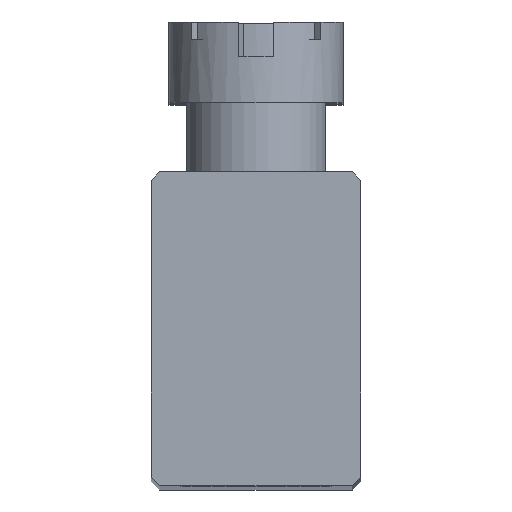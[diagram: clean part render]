
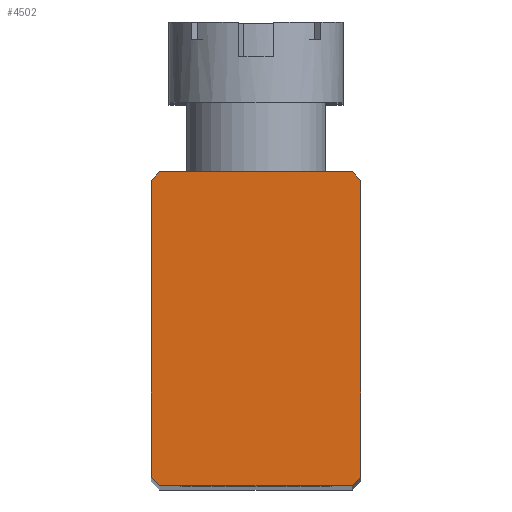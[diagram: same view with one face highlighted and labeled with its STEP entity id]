
A CAD part, top view. The second image highlights one B-rep face of the part: STEP entity #4502.
In plain terms, the highlighted planar face has unit normal (0, 0, 1).
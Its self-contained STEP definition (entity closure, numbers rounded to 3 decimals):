
#162 = VERTEX_POINT ( 'NONE', #4368 ) ;
#398 = CARTESIAN_POINT ( 'NONE',  ( -3., 4.25, 33. ) ) ;
#571 = CARTESIAN_POINT ( 'NONE',  ( -2.875, -4.375, 33. ) ) ;
#574 = VECTOR ( 'NONE', #4497, 1000. ) ;
#754 = CARTESIAN_POINT ( 'NONE',  ( -2.75, 4.5, 33. ) ) ;
#765 = VECTOR ( 'NONE', #999, 1000. ) ;
#802 = VERTEX_POINT ( 'NONE', #3536 ) ;
#999 = DIRECTION ( 'NONE',  ( -0.707, 0.707, 0. ) ) ;
#1035 = VERTEX_POINT ( 'NONE', #2132 ) ;
#1060 = CARTESIAN_POINT ( 'NONE',  ( -2.75, -4.5, 33. ) ) ;
#1076 = CARTESIAN_POINT ( 'NONE',  ( -3., -4.5, 33. ) ) ;
#1150 = EDGE_CURVE ( 'NONE', #162, #5027, #2964, .T. ) ;
#1365 = ORIENTED_EDGE ( 'NONE', *, *, #1992, .T. ) ;
#1392 = ORIENTED_EDGE ( 'NONE', *, *, #2089, .T. ) ;
#1410 = ORIENTED_EDGE ( 'NONE', *, *, #2124, .T. ) ;
#1490 = CARTESIAN_POINT ( 'NONE',  ( -3., -4.25, 33. ) ) ;
#1583 = VECTOR ( 'NONE', #3997, 1000. ) ;
#1636 = DIRECTION ( 'NONE',  ( -1., 0., 0. ) ) ;
#1664 = VECTOR ( 'NONE', #1636, 1000. ) ;
#1690 = ORIENTED_EDGE ( 'NONE', *, *, #1150, .T. ) ;
#1693 = FACE_OUTER_BOUND ( 'NONE', #4992, .T. ) ;
#1705 = ORIENTED_EDGE ( 'NONE', *, *, #2126, .T. ) ;
#1718 = VECTOR ( 'NONE', #4219, 1000. ) ;
#1723 = LINE ( 'NONE', #5020, #1583 ) ;
#1902 = PLANE ( 'NONE',  #3241 ) ;
#1920 = EDGE_CURVE ( 'NONE', #2627, #4499, #1723, .T. ) ;
#1963 = VECTOR ( 'NONE', #2667, 1000. ) ;
#1992 = EDGE_CURVE ( 'NONE', #4379, #1035, #3590, .T. ) ;
#2059 = CARTESIAN_POINT ( 'NONE',  ( -3., 4.5, 33. ) ) ;
#2089 = EDGE_CURVE ( 'NONE', #2985, #802, #2811, .T. ) ;
#2117 = LINE ( 'NONE', #4202, #4918 ) ;
#2124 = EDGE_CURVE ( 'NONE', #4499, #2985, #5010, .T. ) ;
#2126 = EDGE_CURVE ( 'NONE', #802, #4379, #2117, .T. ) ;
#2132 = CARTESIAN_POINT ( 'NONE',  ( 3., 4.25, 33. ) ) ;
#2133 = EDGE_CURVE ( 'NONE', #1035, #162, #3991, .T. ) ;
#2144 = EDGE_CURVE ( 'NONE', #5027, #2627, #3020, .T. ) ;
#2159 = ORIENTED_EDGE ( 'NONE', *, *, #2144, .T. ) ;
#2195 = VECTOR ( 'NONE', #2963, 1000. ) ;
#2340 = DIRECTION ( 'NONE',  ( 1., 0., 0. ) ) ;
#2627 = VERTEX_POINT ( 'NONE', #398 ) ;
#2667 = DIRECTION ( 'NONE',  ( 0.707, -0.707, 0. ) ) ;
#2683 = CARTESIAN_POINT ( 'NONE',  ( -7.375, -0.125, 33. ) ) ;
#2708 = CARTESIAN_POINT ( 'NONE',  ( 3., -4.25, 33. ) ) ;
#2811 = LINE ( 'NONE', #4837, #574 ) ;
#2963 = DIRECTION ( 'NONE',  ( 0., 1., 0. ) ) ;
#2964 = LINE ( 'NONE', #2059, #1664 ) ;
#2985 = VERTEX_POINT ( 'NONE', #1060 ) ;
#3020 = LINE ( 'NONE', #2683, #1718 ) ;
#3241 = AXIS2_PLACEMENT_3D ( 'NONE', #1076, #4612, #2340 ) ;
#3530 = CARTESIAN_POINT ( 'NONE',  ( 4.375, 2.875, 33. ) ) ;
#3536 = CARTESIAN_POINT ( 'NONE',  ( 2.75, -4.5, 33. ) ) ;
#3590 = LINE ( 'NONE', #5099, #2195 ) ;
#3991 = LINE ( 'NONE', #3530, #765 ) ;
#3997 = DIRECTION ( 'NONE',  ( 0., -1., 0. ) ) ;
#4082 = ORIENTED_EDGE ( 'NONE', *, *, #1920, .T. ) ;
#4202 = CARTESIAN_POINT ( 'NONE',  ( -0.125, -7.375, 33. ) ) ;
#4219 = DIRECTION ( 'NONE',  ( -0.707, -0.707, 0. ) ) ;
#4368 = CARTESIAN_POINT ( 'NONE',  ( 2.75, 4.5, 33. ) ) ;
#4379 = VERTEX_POINT ( 'NONE', #2708 ) ;
#4497 = DIRECTION ( 'NONE',  ( 1., 0., 0. ) ) ;
#4499 = VERTEX_POINT ( 'NONE', #1490 ) ;
#4502 = ADVANCED_FACE ( 'NONE', ( #1693 ), #1902, .T. ) ;
#4548 = DIRECTION ( 'NONE',  ( 0.707, 0.707, 0. ) ) ;
#4612 = DIRECTION ( 'NONE',  ( 0., 0., 1. ) ) ;
#4837 = CARTESIAN_POINT ( 'NONE',  ( -3., -4.5, 33. ) ) ;
#4918 = VECTOR ( 'NONE', #4548, 1000. ) ;
#4935 = ORIENTED_EDGE ( 'NONE', *, *, #2133, .T. ) ;
#4992 = EDGE_LOOP ( 'NONE', ( #4082, #1410, #1392, #1705, #1365, #4935, #1690, #2159 ) ) ;
#5010 = LINE ( 'NONE', #571, #1963 ) ;
#5020 = CARTESIAN_POINT ( 'NONE',  ( -3., 4.5, 33. ) ) ;
#5027 = VERTEX_POINT ( 'NONE', #754 ) ;
#5099 = CARTESIAN_POINT ( 'NONE',  ( 3., 4.5, 33. ) ) ;
